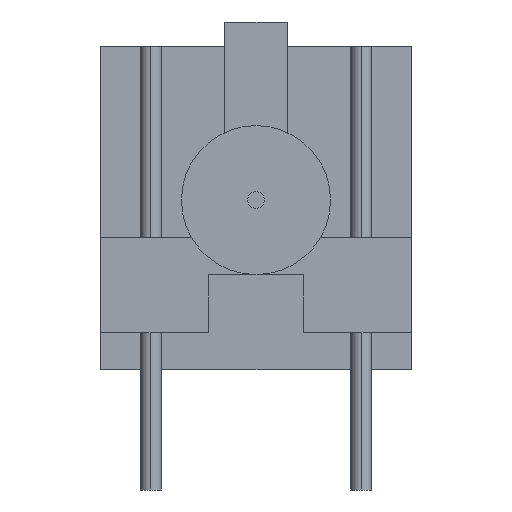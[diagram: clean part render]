
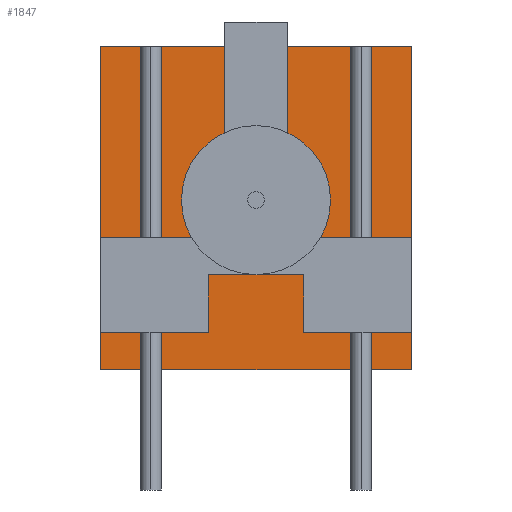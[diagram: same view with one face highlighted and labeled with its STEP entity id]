
A CAD part, left-side view. The second image highlights one B-rep face of the part: STEP entity #1847.
In plain terms, the highlighted planar face has unit normal (-1, 0, 0).
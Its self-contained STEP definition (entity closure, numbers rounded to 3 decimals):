
#1784=CARTESIAN_POINT('',(-9.16,-3.75,7.8));
#1785=VERTEX_POINT('',#1784);
#1792=CARTESIAN_POINT('',(-9.16,-3.75,0.0));
#1793=VERTEX_POINT('',#1792);
#1794=CARTESIAN_POINT('',(-9.16,-3.75,0.0));
#1795=DIRECTION('',(0.0,0.0,1.0));
#1796=VECTOR('',#1795,7.8);
#1797=LINE('',#1794,#1796);
#1798=EDGE_CURVE('',#1793,#1785,#1797,.T.);
#1817=CARTESIAN_POINT('',(-9.16,-3.75,0.4));
#1818=DIRECTION('',(-1.0,0.0,0.0));
#1819=DIRECTION('',(0.0,0.0,1.0));
#1820=AXIS2_PLACEMENT_3D('',#1817,#1818,#1819);
#1821=PLANE('',#1820);
#1822=CARTESIAN_POINT('',(-9.16,3.75,7.8));
#1823=VERTEX_POINT('',#1822);
#1824=CARTESIAN_POINT('',(-9.16,-3.75,7.8));
#1825=DIRECTION('',(0.0,1.0,0.0));
#1826=VECTOR('',#1825,7.5);
#1827=LINE('',#1824,#1826);
#1828=EDGE_CURVE('',#1785,#1823,#1827,.T.);
#1829=ORIENTED_EDGE('',*,*,#1828,.T.);
#1830=CARTESIAN_POINT('',(-9.16,3.75,0.0));
#1831=VERTEX_POINT('',#1830);
#1832=CARTESIAN_POINT('',(-9.16,3.75,0.0));
#1833=DIRECTION('',(0.0,0.0,1.0));
#1834=VECTOR('',#1833,7.8);
#1835=LINE('',#1832,#1834);
#1836=EDGE_CURVE('',#1831,#1823,#1835,.T.);
#1837=ORIENTED_EDGE('',*,*,#1836,.F.);
#1838=CARTESIAN_POINT('',(-9.16,-3.75,0.0));
#1839=DIRECTION('',(0.0,1.0,0.0));
#1840=VECTOR('',#1839,7.5);
#1841=LINE('',#1838,#1840);
#1842=EDGE_CURVE('',#1793,#1831,#1841,.T.);
#1843=ORIENTED_EDGE('',*,*,#1842,.F.);
#1844=ORIENTED_EDGE('',*,*,#1798,.T.);
#1845=EDGE_LOOP('',(#1829,#1837,#1843,#1844));
#1846=FACE_OUTER_BOUND('',#1845,.T.);
#1847=ADVANCED_FACE('',(#1846),#1821,.T.);
